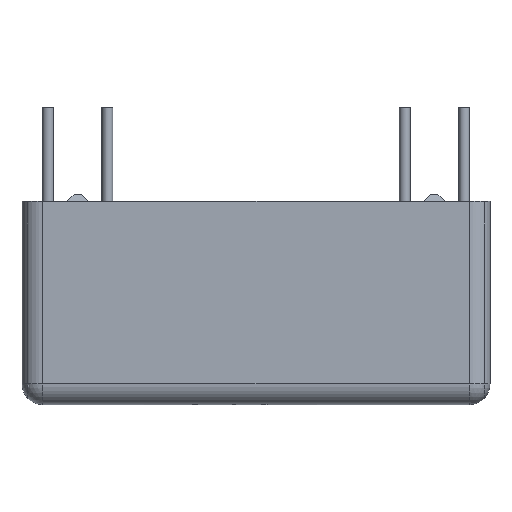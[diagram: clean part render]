
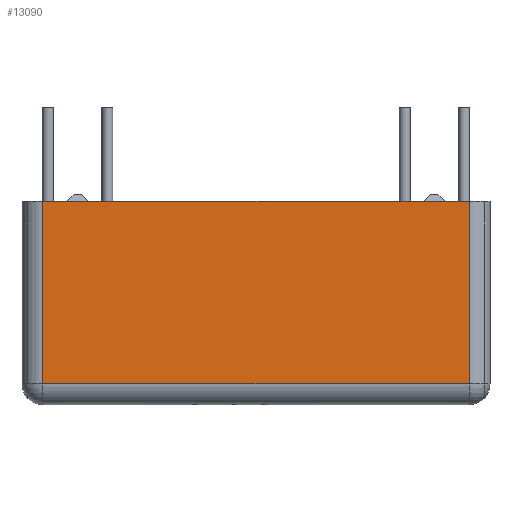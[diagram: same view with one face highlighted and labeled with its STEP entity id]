
A CAD part, front view. The second image highlights one B-rep face of the part: STEP entity #13090.
In plain terms, the highlighted planar face has unit normal (0, -1, 0).
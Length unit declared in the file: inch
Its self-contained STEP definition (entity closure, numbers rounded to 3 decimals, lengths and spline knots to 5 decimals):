
#12223=CARTESIAN_POINT('',(0.3585,-0.098,-0.136));
#12224=VERTEX_POINT('',#12223);
#12232=CARTESIAN_POINT('',(-0.3585,-0.098,-0.136));
#12233=VERTEX_POINT('',#12232);
#12234=CARTESIAN_POINT('',(0.3585,-0.098,-0.136));
#12235=DIRECTION('',(-1.0,0.0,0.0));
#12236=VECTOR('',#12235,0.717);
#12237=LINE('',#12234,#12236);
#12238=EDGE_CURVE('',#12224,#12233,#12237,.T.);
#12902=CARTESIAN_POINT('',(-0.3585,-0.098,0.171));
#12903=VERTEX_POINT('',#12902);
#12920=CARTESIAN_POINT('',(-0.3585,-0.098,-0.136));
#12921=DIRECTION('',(0.0,0.0,1.0));
#12922=VECTOR('',#12921,0.307);
#12923=LINE('',#12920,#12922);
#12924=EDGE_CURVE('',#12233,#12903,#12923,.T.);
#12936=CARTESIAN_POINT('',(0.3585,-0.098,0.171));
#12937=VERTEX_POINT('',#12936);
#12945=CARTESIAN_POINT('',(0.3585,-0.098,0.171));
#12946=DIRECTION('',(0.0,0.0,-1.0));
#12947=VECTOR('',#12946,0.307);
#12948=LINE('',#12945,#12947);
#12949=EDGE_CURVE('',#12937,#12224,#12948,.T.);
#12986=CARTESIAN_POINT('',(-0.3585,-0.098,0.171));
#12987=DIRECTION('',(1.0,0.0,0.0));
#12988=VECTOR('',#12987,0.717);
#12989=LINE('',#12986,#12988);
#12990=EDGE_CURVE('',#12903,#12937,#12989,.T.);
#13079=CARTESIAN_POINT('',(0.0,-0.098,0.0));
#13080=DIRECTION('',(0.0,1.0,0.0));
#13081=DIRECTION('',(0.0,0.0,1.0));
#13082=AXIS2_PLACEMENT_3D('',#13079,#13080,#13081);
#13083=PLANE('',#13082);
#13084=ORIENTED_EDGE('',*,*,#12924,.F.);
#13085=ORIENTED_EDGE('',*,*,#12238,.F.);
#13086=ORIENTED_EDGE('',*,*,#12949,.F.);
#13087=ORIENTED_EDGE('',*,*,#12990,.F.);
#13088=EDGE_LOOP('',(#13084,#13085,#13086,#13087));
#13089=FACE_OUTER_BOUND('',#13088,.T.);
#13090=ADVANCED_FACE('',(#13089),#13083,.F.);
